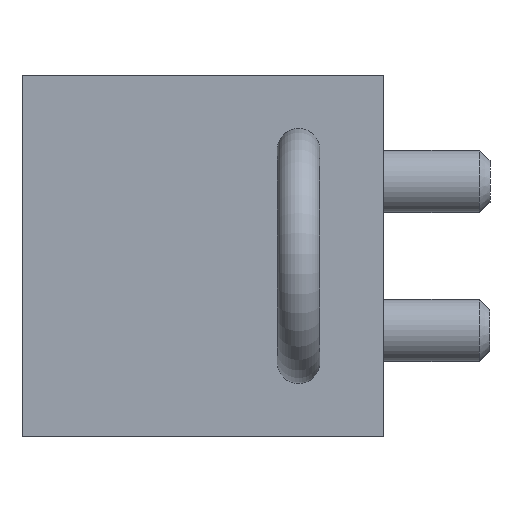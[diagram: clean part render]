
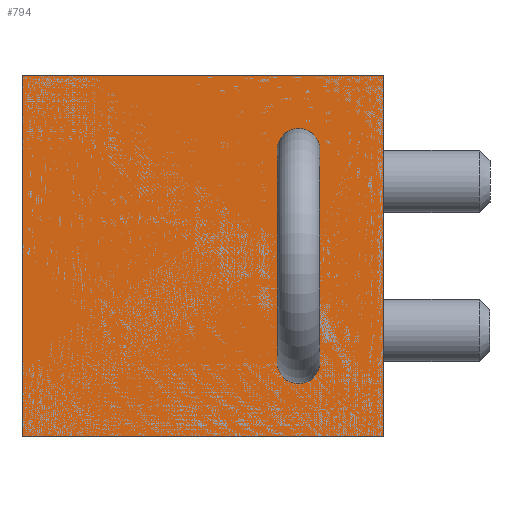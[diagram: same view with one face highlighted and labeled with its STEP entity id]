
A CAD part, left-side view. The second image highlights one B-rep face of the part: STEP entity #794.
In plain terms, the highlighted planar face has unit normal (-1, 0, 0).
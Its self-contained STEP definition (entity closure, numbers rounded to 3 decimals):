
#86 = CARTESIAN_POINT ( 'NONE',  ( -6., -4., -2. ) ) ;
#96 = ORIENTED_EDGE ( 'NONE', *, *, #911, .T. ) ;
#104 = EDGE_CURVE ( 'NONE', #177, #1026, #514, .T. ) ;
#106 = VERTEX_POINT ( 'NONE', #998 ) ;
#116 = VECTOR ( 'NONE', #249, 1000. ) ;
#122 = DIRECTION ( 'NONE',  ( 0., 1., 0. ) ) ;
#148 = EDGE_CURVE ( 'NONE', #791, #106, #175, .T. ) ;
#150 = CARTESIAN_POINT ( 'NONE',  ( -6., 13., 15. ) ) ;
#155 = LINE ( 'NONE', #506, #982 ) ;
#175 = LINE ( 'NONE', #676, #116 ) ;
#177 = VERTEX_POINT ( 'NONE', #86 ) ;
#187 = EDGE_LOOP ( 'NONE', ( #875, #881, #96, #1043 ) ) ;
#236 = AXIS2_PLACEMENT_3D ( 'NONE', #300, #872, #122 ) ;
#249 = DIRECTION ( 'NONE',  ( 0., 0., 1. ) ) ;
#252 = CARTESIAN_POINT ( 'NONE',  ( -6., -4., 15. ) ) ;
#300 = CARTESIAN_POINT ( 'NONE',  ( -6., 13., -2. ) ) ;
#328 = VECTOR ( 'NONE', #583, 1000. ) ;
#371 = CARTESIAN_POINT ( 'NONE',  ( -6., 13., -2. ) ) ;
#394 = PLANE ( 'NONE',  #236 ) ;
#493 = DIRECTION ( 'NONE',  ( 0., -1., 0. ) ) ;
#506 = CARTESIAN_POINT ( 'NONE',  ( -6., 13., -2. ) ) ;
#514 = LINE ( 'NONE', #580, #328 ) ;
#575 = LINE ( 'NONE', #150, #630 ) ;
#580 = CARTESIAN_POINT ( 'NONE',  ( -6., -4., -2. ) ) ;
#583 = DIRECTION ( 'NONE',  ( 0., 0., 1. ) ) ;
#630 = VECTOR ( 'NONE', #493, 1000. ) ;
#676 = CARTESIAN_POINT ( 'NONE',  ( -6., 13., -2. ) ) ;
#750 = DIRECTION ( 'NONE',  ( 0., -1., 0. ) ) ;
#791 = VERTEX_POINT ( 'NONE', #371 ) ;
#794 = ADVANCED_FACE ( 'NONE', ( #1063 ), #394, .T. ) ;
#872 = DIRECTION ( 'NONE',  ( -1., 0., 0. ) ) ;
#875 = ORIENTED_EDGE ( 'NONE', *, *, #884, .F. ) ;
#881 = ORIENTED_EDGE ( 'NONE', *, *, #148, .F. ) ;
#884 = EDGE_CURVE ( 'NONE', #106, #1026, #575, .T. ) ;
#911 = EDGE_CURVE ( 'NONE', #791, #177, #155, .T. ) ;
#982 = VECTOR ( 'NONE', #750, 1000. ) ;
#998 = CARTESIAN_POINT ( 'NONE',  ( -6., 13., 15. ) ) ;
#1026 = VERTEX_POINT ( 'NONE', #252 ) ;
#1043 = ORIENTED_EDGE ( 'NONE', *, *, #104, .T. ) ;
#1063 = FACE_OUTER_BOUND ( 'NONE', #187, .T. ) ;
